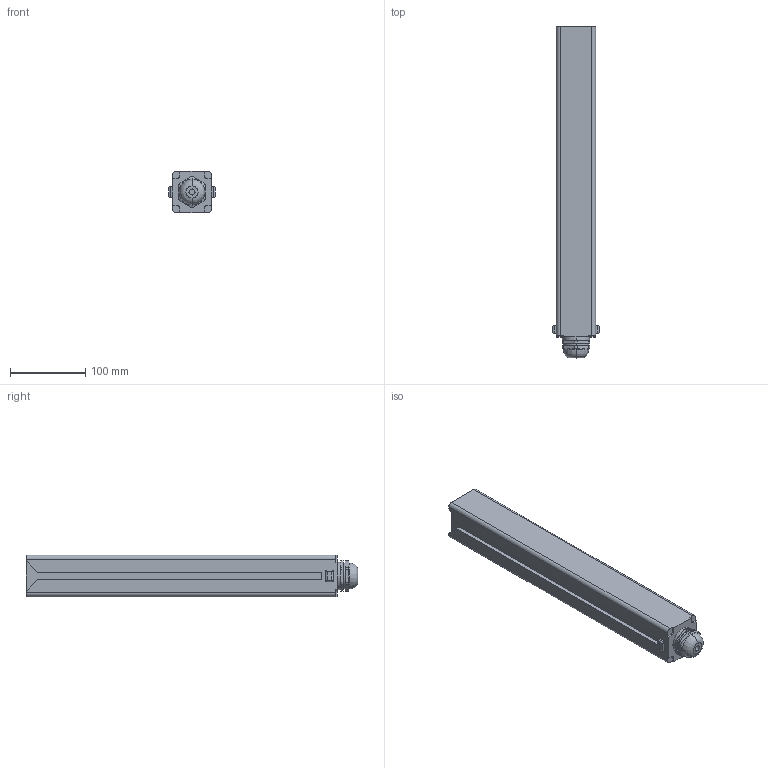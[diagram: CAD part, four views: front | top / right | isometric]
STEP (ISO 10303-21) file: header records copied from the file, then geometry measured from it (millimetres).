
FILE_DESCRIPTION((''),'2;1');
FILE_NAME('ASM0001_SW0001_SW0001','2012-02-21T',('dhelisch'),(''),'PRO/ENGINEER BY PARAMETRIC TECHNOLOGY CORPORATION, 2007250','PRO/ENGINEER BY PARAMETRIC TECHNOLOGY CORPORATION, 2007250','');
FILE_SCHEMA(('CONFIG_CONTROL_DESIGN'));
Length unit declared in the file: millimetre
Products named in the file (1): ASM0001_SW0001_SW0001
Bounding box: 62 x 439.79 x 55 mm (x, y, z)
Surface area: 101984 mm2 (no closed solid volume)
Topology: 0 solids, 1 shells, 100 faces, 275 edges, 190 vertices
Faces by surface type: plane 62, cylinder 34, cone 2, revolution 2
Entity records: 4248 total; most frequent: CARTESIAN_POINT 638, ORIENTED_EDGE 536, DIRECTION 529, EDGE_CURVE 268, VECTOR 189, LINE 189, VERTEX_POINT 176, AXIS2_PLACEMENT_3D 169
